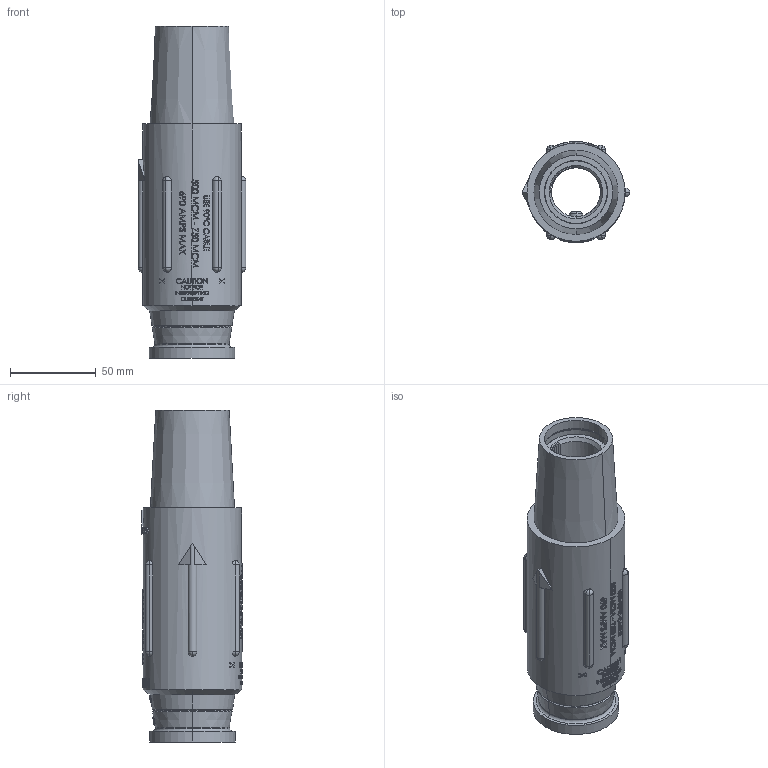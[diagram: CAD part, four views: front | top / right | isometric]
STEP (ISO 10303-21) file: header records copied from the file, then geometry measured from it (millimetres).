
FILE_DESCRIPTION (( 'STEP AP214' ), '1' );
FILE_NAME ('ORC3380-M01.STEP', '2023-05-01T17:42:19', ( '' ), ( '' ), 'SwSTEP 2.0', 'SolidWorks 2020', '' );
FILE_SCHEMA (( 'AUTOMOTIVE_DESIGN' ));
Length unit declared in the file: inch
Products named in the file (1): ORC3380-M01
Bounding box: 62.99 x 58.93 x 194.14 mm (x, y, z)
Surface area: 52464 mm2 (no closed solid volume)
Topology: 0 solids, 3 shells, 1463 faces, 4322 edges, 2843 vertices
Faces by surface type: plane 677, bspline 517, cylinder 205, cone 32, sphere 22, torus 10
Entity records: 93620 total; most frequent: CARTESIAN_POINT 40523, ORIENTED_EDGE 8030, DIRECTION 5243, EDGE_CURVE 4304, VERTEX_POINT 2839, VECTOR 2071, LINE 2071, EDGE_LOOP 1599
